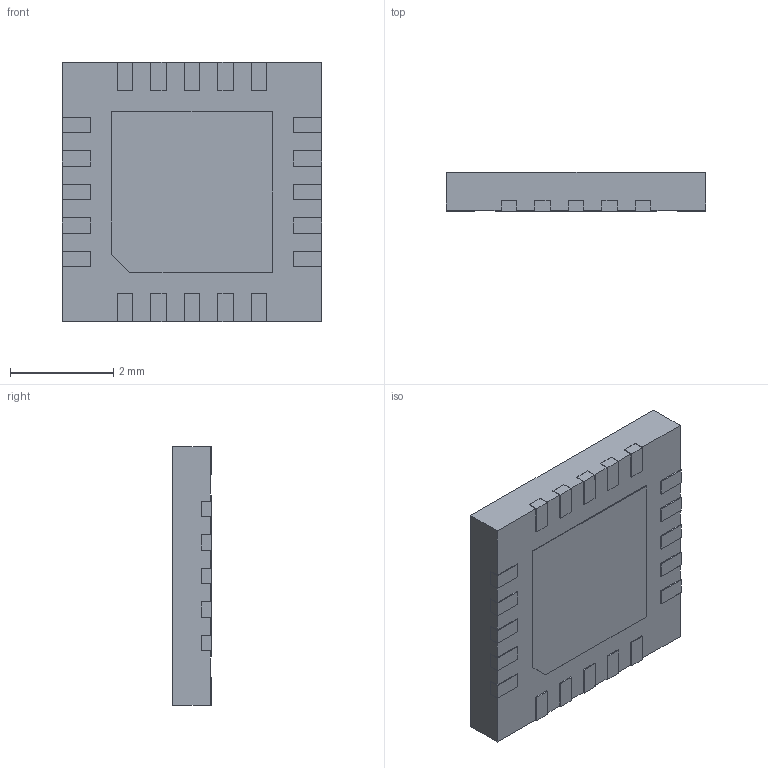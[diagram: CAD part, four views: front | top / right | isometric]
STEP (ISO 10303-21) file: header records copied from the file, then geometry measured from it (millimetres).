
FILE_DESCRIPTION (( 'STEP AP214' ), '1' );
FILE_NAME ('E2F7B413-6FA7-4BD5-A85D-2CFDFA85C415.STEP', '2023-10-16T14:45:44', ( '' ), ( '' ), 'SwSTEP 2.0', 'SolidWorks 2022', '' );
FILE_SCHEMA (( 'AUTOMOTIVE_DESIGN' ));
Length unit declared in the file: millimetre
Products named in the file (1): E2F7B413-6FA7-4BD5-A85D-2CFDFA85C415
Bounding box: 5.02 x 0.75 x 5.02 mm (x, y, z)
Volume: 18.5 mm3; surface area: 65.7 mm2
Topology: 1 solids, 1 shells, 135 faces, 393 edges, 262 vertices
Faces by surface type: plane 133, cylinder 2
Entity records: 5890 total; most frequent: CARTESIAN_POINT 791, ORIENTED_EDGE 786, DIRECTION 669, EDGE_CURVE 393, LINE 389, VECTOR 389, VERTEX_POINT 262, AXIS2_PLACEMENT_3D 140
